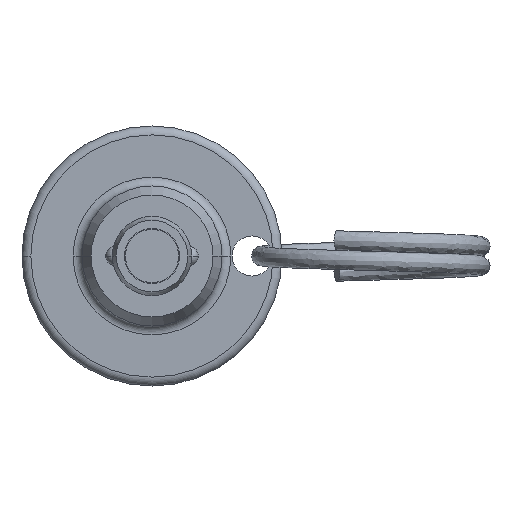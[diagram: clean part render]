
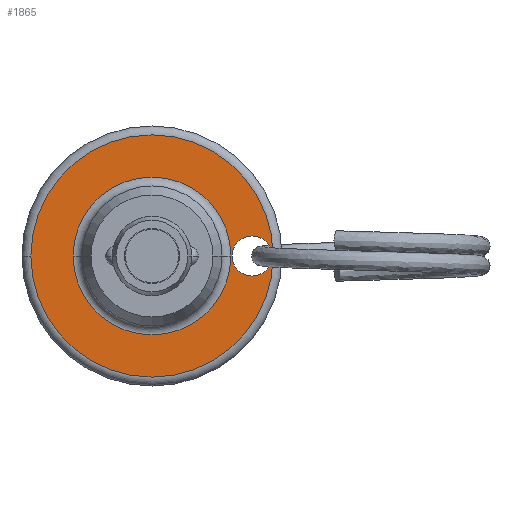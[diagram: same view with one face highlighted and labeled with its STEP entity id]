
A CAD part, left-side view. The second image highlights one B-rep face of the part: STEP entity #1865.
In plain terms, the highlighted planar face has unit normal (-1, 0, 0).
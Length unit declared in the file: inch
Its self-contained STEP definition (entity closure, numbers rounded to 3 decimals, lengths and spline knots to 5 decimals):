
#58 = VERTEX_POINT ( 'NONE', #386 ) ;
#60 = EDGE_CURVE ( 'NONE', #61, #58, #385, .T. ) ;
#61 = VERTEX_POINT ( 'NONE', #380 ) ;
#144 = VERTEX_POINT ( 'NONE', #574 ) ;
#147 = VERTEX_POINT ( 'NONE', #573 ) ;
#175 = EDGE_CURVE ( 'NONE', #147, #144, #653, .T. ) ;
#380 = CARTESIAN_POINT ( 'NONE',  ( 0.9575, -0.24653, 0. ) ) ;
#381 = DIRECTION ( 'NONE',  ( 0., 1., 0. ) ) ;
#382 = DIRECTION ( 'NONE',  ( 1., 0., 0. ) ) ;
#383 = CARTESIAN_POINT ( 'NONE',  ( 0.9575, 0., 0. ) ) ;
#384 = AXIS2_PLACEMENT_3D ( 'NONE', #383, #382, #381 ) ;
#385 = CIRCLE ( 'NONE', #384, 0.24653 ) ;
#386 = CARTESIAN_POINT ( 'NONE',  ( 0.9575, 0.24653, 0. ) ) ;
#573 = CARTESIAN_POINT ( 'NONE',  ( 0.9575, -0.375, 0. ) ) ;
#574 = CARTESIAN_POINT ( 'NONE',  ( 0.9575, -0.25, 0. ) ) ;
#649 = DIRECTION ( 'NONE',  ( 0., 1., 0. ) ) ;
#650 = DIRECTION ( 'NONE',  ( 1., 0., 0. ) ) ;
#651 = CARTESIAN_POINT ( 'NONE',  ( 0.9575, -0.3125, 0. ) ) ;
#652 = AXIS2_PLACEMENT_3D ( 'NONE', #651, #650, #649 ) ;
#653 = CIRCLE ( 'NONE', #652, 0.0625 ) ;
#1051 = DIRECTION ( 'NONE',  ( 0., 1., 0. ) ) ;
#1052 = DIRECTION ( 'NONE',  ( 1., 0., 0. ) ) ;
#1053 = CARTESIAN_POINT ( 'NONE',  ( 0.9575, 0.21875, 0. ) ) ;
#1054 = AXIS2_PLACEMENT_3D ( 'NONE', #1053, #1052, #1051 ) ;
#1055 = PLANE ( 'NONE',  #1054 ) ;
#1056 = FACE_OUTER_BOUND ( 'NONE', #1856, .T. ) ;
#1057 = FACE_BOUND ( 'NONE', #1858, .T. ) ;
#1058 = FACE_BOUND ( 'NONE', #1870, .T. ) ;
#1066 = DIRECTION ( 'NONE',  ( 0., 1., 0. ) ) ;
#1067 = DIRECTION ( 'NONE',  ( 1., 0., 0. ) ) ;
#1068 = CARTESIAN_POINT ( 'NONE',  ( 0.9575, -0.3125, 0. ) ) ;
#1069 = AXIS2_PLACEMENT_3D ( 'NONE', #1068, #1067, #1066 ) ;
#1070 = CIRCLE ( 'NONE', #1069, 0.0625 ) ;
#1076 = DIRECTION ( 'NONE',  ( 0., 1., 0. ) ) ;
#1077 = DIRECTION ( 'NONE',  ( -1., 0., 0. ) ) ;
#1078 = CARTESIAN_POINT ( 'NONE',  ( 0.9575, 0., 0. ) ) ;
#1079 = AXIS2_PLACEMENT_3D ( 'NONE', #1078, #1077, #1076 ) ;
#1083 = CIRCLE ( 'NONE', #1079, 0.37847 ) ;
#1087 = DIRECTION ( 'NONE',  ( 0., 1., 0. ) ) ;
#1088 = DIRECTION ( 'NONE',  ( 1., 0., 0. ) ) ;
#1089 = CARTESIAN_POINT ( 'NONE',  ( 0.9575, 0., 0. ) ) ;
#1090 = AXIS2_PLACEMENT_3D ( 'NONE', #1089, #1088, #1087 ) ;
#1091 = CIRCLE ( 'NONE', #1090, 0.24653 ) ;
#1584 = DIRECTION ( 'NONE',  ( 0., 1., 0. ) ) ;
#1585 = DIRECTION ( 'NONE',  ( -1., 0., 0. ) ) ;
#1586 = CARTESIAN_POINT ( 'NONE',  ( 0.9575, 0., 0. ) ) ;
#1587 = AXIS2_PLACEMENT_3D ( 'NONE', #1586, #1585, #1584 ) ;
#1588 = CIRCLE ( 'NONE', #1587, 0.37847 ) ;
#1612 = CARTESIAN_POINT ( 'NONE',  ( 0.9575, -0.37847, 0. ) ) ;
#1637 = CARTESIAN_POINT ( 'NONE',  ( 0.9575, 0.37847, 0. ) ) ;
#1856 = EDGE_LOOP ( 'NONE', ( #1888, #1882 ) ) ;
#1858 = EDGE_LOOP ( 'NONE', ( #1883, #1875 ) ) ;
#1859 = EDGE_CURVE ( 'NONE', #144, #147, #1070, .T. ) ;
#1864 = ORIENTED_EDGE ( 'NONE', *, *, #175, .T. ) ;
#1865 = ADVANCED_FACE ( 'NONE', ( #1058, #1057, #1056 ), #1055, .F. ) ;
#1870 = EDGE_LOOP ( 'NONE', ( #1876, #1864 ) ) ;
#1875 = ORIENTED_EDGE ( 'NONE', *, *, #60, .T. ) ;
#1876 = ORIENTED_EDGE ( 'NONE', *, *, #1859, .T. ) ;
#1882 = ORIENTED_EDGE ( 'NONE', *, *, #1987, .T. ) ;
#1883 = ORIENTED_EDGE ( 'NONE', *, *, #1885, .T. ) ;
#1885 = EDGE_CURVE ( 'NONE', #58, #61, #1091, .T. ) ;
#1888 = ORIENTED_EDGE ( 'NONE', *, *, #1893, .T. ) ;
#1893 = EDGE_CURVE ( 'NONE', #1996, #1983, #1083, .T. ) ;
#1983 = VERTEX_POINT ( 'NONE', #1612 ) ;
#1987 = EDGE_CURVE ( 'NONE', #1983, #1996, #1588, .T. ) ;
#1996 = VERTEX_POINT ( 'NONE', #1637 ) ;
